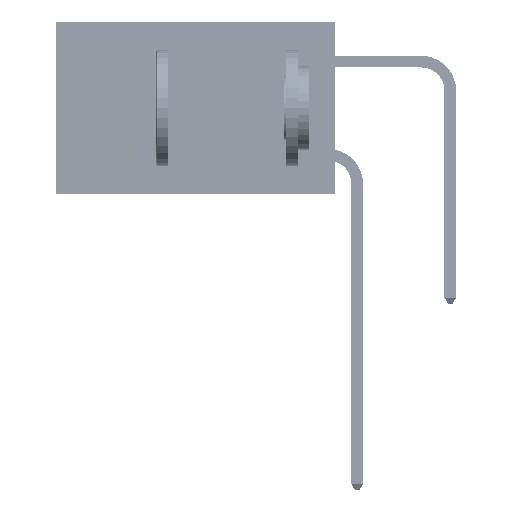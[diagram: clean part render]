
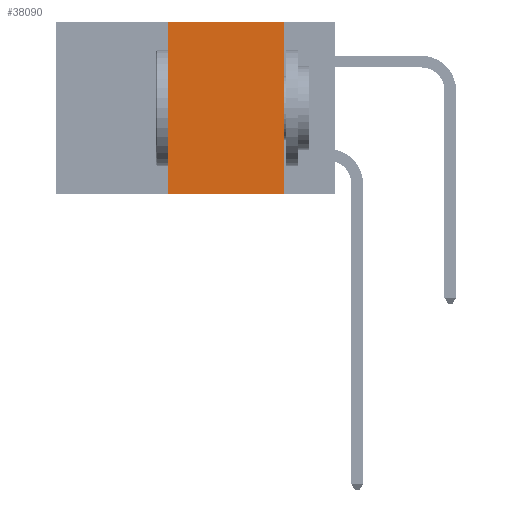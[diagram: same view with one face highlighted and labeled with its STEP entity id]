
A CAD part, left-side view. The second image highlights one B-rep face of the part: STEP entity #38090.
In plain terms, the highlighted planar face has unit normal (-1, 0, 0).
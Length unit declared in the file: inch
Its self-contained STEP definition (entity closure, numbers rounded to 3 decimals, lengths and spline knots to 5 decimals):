
#3215 = CARTESIAN_POINT ( 'NONE',  ( 0., 0.11, 0. ) ) ;
#4481 = CARTESIAN_POINT ( 'NONE',  ( 0., 0.6, -0.37 ) ) ;
#6366 = CARTESIAN_POINT ( 'NONE',  ( 0., 0.36, -0.37 ) ) ;
#8754 = ORIENTED_EDGE ( 'NONE', *, *, #8996, .F. ) ;
#8996 = EDGE_CURVE ( 'NONE', #16295, #23950, #30226, .T. ) ;
#11541 = VECTOR ( 'NONE', #28019, 39.37008 ) ;
#12472 = CARTESIAN_POINT ( 'NONE',  ( 0., 0.6, 0. ) ) ;
#12980 = VECTOR ( 'NONE', #16824, 39.37008 ) ;
#13166 = CARTESIAN_POINT ( 'NONE',  ( 0., 0.11, -0.37 ) ) ;
#15443 = EDGE_CURVE ( 'NONE', #22438, #23950, #25871, .T. ) ;
#16295 = VERTEX_POINT ( 'NONE', #26773 ) ;
#16824 = DIRECTION ( 'NONE',  ( 0., 0., 1. ) ) ;
#17621 = ORIENTED_EDGE ( 'NONE', *, *, #15443, .T. ) ;
#19385 = VECTOR ( 'NONE', #23543, 39.37008 ) ;
#19484 = ORIENTED_EDGE ( 'NONE', *, *, #29055, .F. ) ;
#19827 = CARTESIAN_POINT ( 'NONE',  ( 0., 0.6, 0. ) ) ;
#20601 = PLANE ( 'NONE',  #22077 ) ;
#20688 = CARTESIAN_POINT ( 'NONE',  ( 0., 0.36, 0. ) ) ;
#22077 = AXIS2_PLACEMENT_3D ( 'NONE', #12472, #48859, #24695 ) ;
#22313 = LINE ( 'NONE', #19827, #11541 ) ;
#22438 = VERTEX_POINT ( 'NONE', #6366 ) ;
#23543 = DIRECTION ( 'NONE',  ( 0., 0., -1. ) ) ;
#23950 = VERTEX_POINT ( 'NONE', #13166 ) ;
#24695 = DIRECTION ( 'NONE',  ( 0., 0., -1. ) ) ;
#25871 = LINE ( 'NONE', #4481, #43553 ) ;
#26773 = CARTESIAN_POINT ( 'NONE',  ( 0., 0.11, 0. ) ) ;
#27716 = EDGE_LOOP ( 'NONE', ( #8754, #36685, #19484, #17621 ) ) ;
#28019 = DIRECTION ( 'NONE',  ( 0., -1., 0. ) ) ;
#29055 = EDGE_CURVE ( 'NONE', #22438, #37544, #34554, .T. ) ;
#30226 = LINE ( 'NONE', #3215, #19385 ) ;
#34554 = LINE ( 'NONE', #20688, #12980 ) ;
#35699 = CARTESIAN_POINT ( 'NONE',  ( 0., 0.36, 0. ) ) ;
#36685 = ORIENTED_EDGE ( 'NONE', *, *, #51864, .F. ) ;
#36898 = DIRECTION ( 'NONE',  ( 0., -1., 0. ) ) ;
#37544 = VERTEX_POINT ( 'NONE', #35699 ) ;
#38090 = ADVANCED_FACE ( 'NONE', ( #47797 ), #20601, .F. ) ;
#43553 = VECTOR ( 'NONE', #36898, 39.37008 ) ;
#47797 = FACE_OUTER_BOUND ( 'NONE', #27716, .T. ) ;
#48859 = DIRECTION ( 'NONE',  ( 1., 0., 0. ) ) ;
#51864 = EDGE_CURVE ( 'NONE', #37544, #16295, #22313, .T. ) ;
